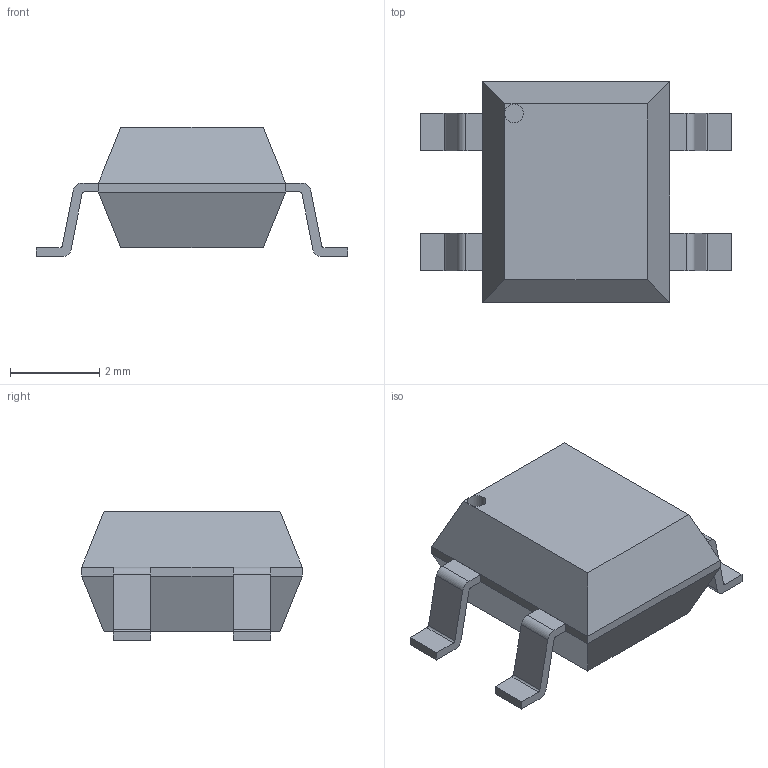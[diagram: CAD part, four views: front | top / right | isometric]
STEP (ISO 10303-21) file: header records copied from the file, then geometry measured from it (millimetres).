
FILE_DESCRIPTION(/* description */ (''),/* implementation_level */ '2;1');
FILE_NAME(/* name */ 'MB6S.step',/* time_stamp */ '2025-07-17T23:24:14-03:00',/* author */ (''),/* organization */ (''),/* preprocessor_version */ 'ST-DEVELOPER v20.1',/* originating_system */ 'Autodesk Translation Framework v14.10.0.0',/* authorisation */ '');
FILE_SCHEMA (('AUTOMOTIVE_DESIGN { 1 0 10303 214 3 1 1 }'));
Length unit declared in the file: millimetre
Products named in the file (2): SOIC-4W; Model
Assembly tree (1 placements, depth 2):
  SOIC-4W
    Model
Bounding box: 7 x 4.95 x 2.9 mm (x, y, z)
Volume: 47.3 mm3; surface area: 95.7 mm2
Topology: 5 solids, 5 shells, 73 faces, 178 edges, 115 vertices
Faces by surface type: plane 56, cylinder 17
Full cylindrical faces by diameter (mm): 0.42 x1
Entity records: 2182 total; most frequent: CARTESIAN_POINT 369, DIRECTION 365, ORIENTED_EDGE 356, EDGE_CURVE 178, LINE 143, VECTOR 143, VERTEX_POINT 115, AXIS2_PLACEMENT_3D 111
